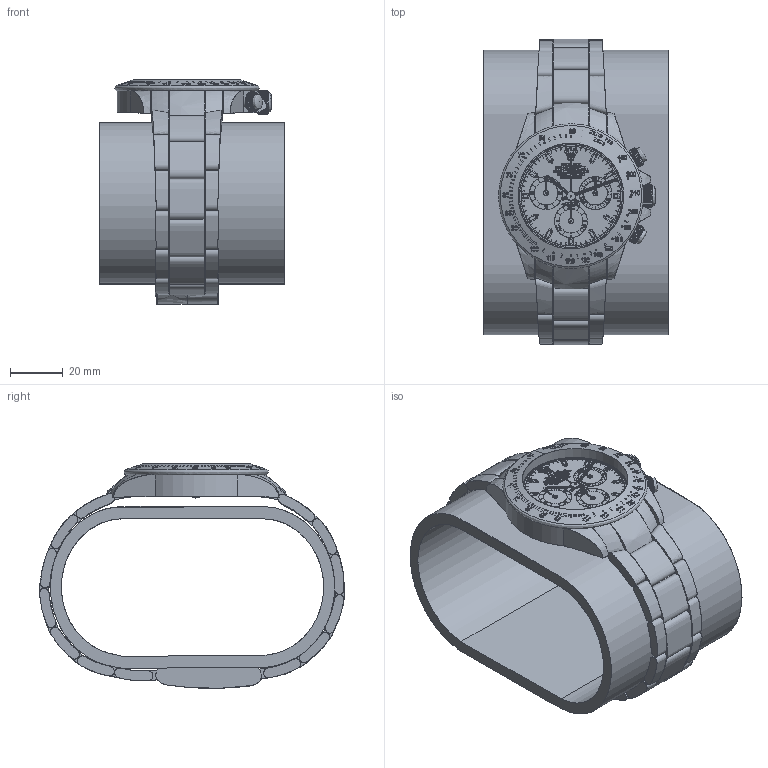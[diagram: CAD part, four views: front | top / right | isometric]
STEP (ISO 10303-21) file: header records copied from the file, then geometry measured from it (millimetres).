
FILE_DESCRIPTION(('FreeCAD Model'),'2;1');
FILE_NAME('Open CASCADE Shape Model','2025-04-27T21:11:31',('FreeCAD'),( 'FreeCAD'),'Open CASCADE STEP processor 7.6','FreeCAD','Unknown');
FILE_SCHEMA(('AUTOMOTIVE_DESIGN { 1 0 10303 214 1 1 1 1 }'));
Products named in the file (1): Open CASCADE STEP translator 7.6 1
Bounding box: 70.37 x 116.31 x 85.58 mm (x, y, z)
Surface area: 75930.9 mm2 (no closed solid volume)
Topology: 0 solids, 5131 shells, 5131 faces, 30872 edges, 30725 vertices
Faces by surface type: bspline 5131
Entity records: 352019 total; most frequent: CARTESIAN_POINT 198929, ORIENTED_EDGE 30943, EDGE_CURVE 30833, VERTEX_POINT 30715, B_SPLINE_CURVE_WITH_KNOTS 29936, FACE_BOUND 5267, EDGE_LOOP 5267, SHELL_BASED_SURFACE_MODEL 5131
